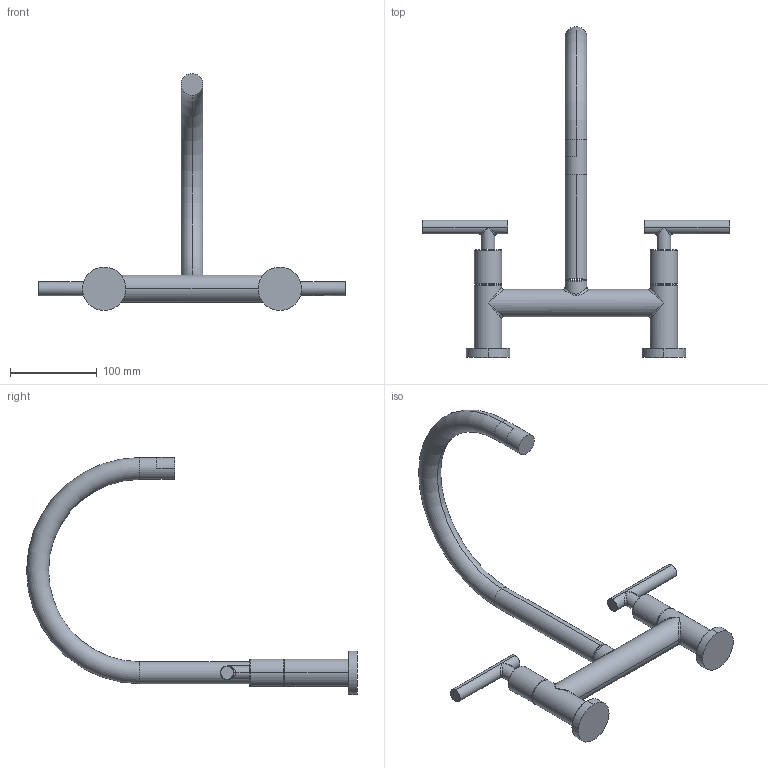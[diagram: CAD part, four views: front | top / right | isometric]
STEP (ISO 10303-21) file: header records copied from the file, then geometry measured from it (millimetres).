
FILE_DESCRIPTION((''),'2;1');
FILE_NAME('1500-5403','2021-02-25T16:29:26',('rsmith'),(''),'CREO PARAMETRIC BY PTC INC, 2018400','CREO PARAMETRIC BY PTC INC, 2018400','');
FILE_SCHEMA(('AUTOMOTIVE_DESIGN { 1 0 10303 214 1 1 1 1 }'));
Length unit declared in the file: inch
Products named in the file (1): 1500-5403
Bounding box: 355.04 x 382.44 x 274.07 mm (x, y, z)
Volume: 698874.9 mm3; surface area: 111330.6 mm2
Topology: 4 solids, 4 shells, 98 faces, 195 edges, 110 vertices
Faces by surface type: cylinder 36, plane 18, bspline 18, cone 16, torus 10
Entity records: 6428 total; most frequent: CARTESIAN_POINT 2673, DIRECTION 419, ORIENTED_EDGE 390, PRESENTATION_STYLE_ASSIGNMENT 297, STYLED_ITEM 199, CURVE_STYLE 195, EDGE_CURVE 195, FILL_AREA_STYLE_COLOUR 193
